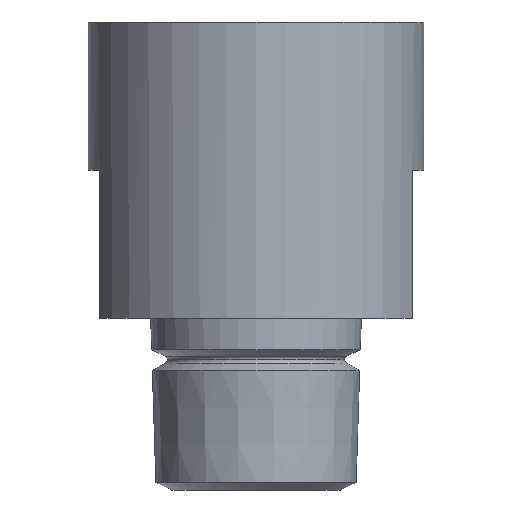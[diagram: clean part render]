
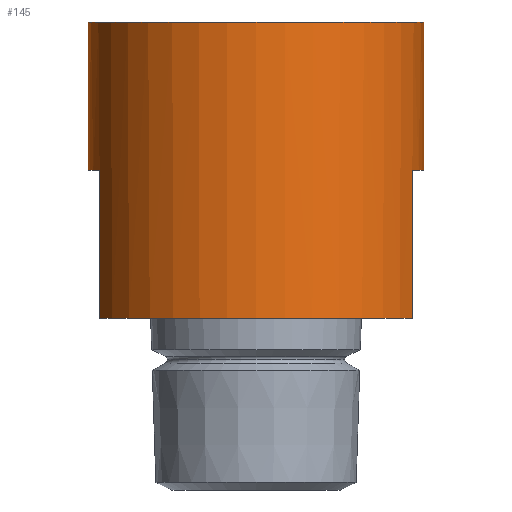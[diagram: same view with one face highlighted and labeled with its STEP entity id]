
A CAD part, front view. The second image highlights one B-rep face of the part: STEP entity #145.
In plain terms, the highlighted cylindrical face has radius 10.75 mm (diameter 21.5 mm), a partial arc.
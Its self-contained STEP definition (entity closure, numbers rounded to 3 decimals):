
#64 = EDGE_LOOP ( 'NONE', ( #65, #66, #143, #107, #110, #109, #108, #137 ) ) ;
#65 = ORIENTED_EDGE ( 'NONE', *, *, #88, .F. ) ;
#66 = ORIENTED_EDGE ( 'NONE', *, *, #141, .T. ) ;
#69 = VERTEX_POINT ( 'NONE', #457 ) ;
#85 = VERTEX_POINT ( 'NONE', #637 ) ;
#88 = EDGE_CURVE ( 'NONE', #85, #147, #652, .T. ) ;
#106 = VERTEX_POINT ( 'NONE', #559 ) ;
#107 = ORIENTED_EDGE ( 'NONE', *, *, #136, .T. ) ;
#108 = ORIENTED_EDGE ( 'NONE', *, *, #266, .T. ) ;
#109 = ORIENTED_EDGE ( 'NONE', *, *, #138, .T. ) ;
#110 = ORIENTED_EDGE ( 'NONE', *, *, #135, .T. ) ;
#135 = EDGE_CURVE ( 'NONE', #106, #139, #535, .T. ) ;
#136 = EDGE_CURVE ( 'NONE', #69, #106, #530, .T. ) ;
#137 = ORIENTED_EDGE ( 'NONE', *, *, #201, .F. ) ;
#138 = EDGE_CURVE ( 'NONE', #139, #225, #547, .T. ) ;
#139 = VERTEX_POINT ( 'NONE', #543 ) ;
#140 = EDGE_CURVE ( 'NONE', #69, #142, #542, .T. ) ;
#141 = EDGE_CURVE ( 'NONE', #85, #142, #538, .T. ) ;
#142 = VERTEX_POINT ( 'NONE', #594 ) ;
#143 = ORIENTED_EDGE ( 'NONE', *, *, #140, .F. ) ;
#145 = ADVANCED_FACE ( 'NONE', ( #593 ), #592, .T. ) ;
#147 = VERTEX_POINT ( 'NONE', #585 ) ;
#157 = VERTEX_POINT ( 'NONE', #520 ) ;
#201 = EDGE_CURVE ( 'NONE', #147, #157, #693, .T. ) ;
#225 = VERTEX_POINT ( 'NONE', #718 ) ;
#266 = EDGE_CURVE ( 'NONE', #225, #157, #740, .T. ) ;
#457 = CARTESIAN_POINT ( 'NONE',  ( -10.025, -3.882, -4. ) ) ;
#520 = CARTESIAN_POINT ( 'NONE',  ( 10.75, 0., 15. ) ) ;
#526 = DIRECTION ( 'NONE',  ( 1., 0., 0. ) ) ;
#527 = DIRECTION ( 'NONE',  ( 0., 0., 1. ) ) ;
#528 = CARTESIAN_POINT ( 'NONE',  ( 0., 0., -4. ) ) ;
#529 = AXIS2_PLACEMENT_3D ( 'NONE', #528, #527, #526 ) ;
#530 = CIRCLE ( 'NONE', #529, 10.75 ) ;
#531 = CARTESIAN_POINT ( 'NONE',  ( 0., 0., 5.5 ) ) ;
#532 = DIRECTION ( 'NONE',  ( 0., 0., 1. ) ) ;
#533 = VECTOR ( 'NONE', #532, 1000. ) ;
#534 = CARTESIAN_POINT ( 'NONE',  ( 10.025, -3.882, -15. ) ) ;
#535 = LINE ( 'NONE', #534, #533 ) ;
#538 = CIRCLE ( 'NONE', #598, 10.75 ) ;
#539 = DIRECTION ( 'NONE',  ( 0., 0., 1. ) ) ;
#540 = VECTOR ( 'NONE', #539, 1000. ) ;
#541 = CARTESIAN_POINT ( 'NONE',  ( -10.025, -3.882, -15. ) ) ;
#542 = LINE ( 'NONE', #541, #540 ) ;
#543 = CARTESIAN_POINT ( 'NONE',  ( 10.025, -3.882, 5.5 ) ) ;
#544 = DIRECTION ( 'NONE',  ( 1., 0., 0. ) ) ;
#545 = DIRECTION ( 'NONE',  ( 0., 0., 1. ) ) ;
#546 = AXIS2_PLACEMENT_3D ( 'NONE', #531, #545, #544 ) ;
#547 = CIRCLE ( 'NONE', #546, 10.75 ) ;
#559 = CARTESIAN_POINT ( 'NONE',  ( 10.025, -3.882, -4. ) ) ;
#585 = CARTESIAN_POINT ( 'NONE',  ( -10.75, 0., 15. ) ) ;
#587 = DIRECTION ( 'NONE',  ( 1., 0., 0. ) ) ;
#588 = DIRECTION ( 'NONE',  ( 0., 0., 1. ) ) ;
#589 = CARTESIAN_POINT ( 'NONE',  ( 0., 0., 15. ) ) ;
#590 = AXIS2_PLACEMENT_3D ( 'NONE', #589, #588, #587 ) ;
#592 = CYLINDRICAL_SURFACE ( 'NONE', #590, 10.75 ) ;
#593 = FACE_OUTER_BOUND ( 'NONE', #64, .T. ) ;
#594 = CARTESIAN_POINT ( 'NONE',  ( -10.025, -3.882, 5.5 ) ) ;
#595 = DIRECTION ( 'NONE',  ( 1., 0., 0. ) ) ;
#596 = DIRECTION ( 'NONE',  ( 0., 0., 1. ) ) ;
#597 = CARTESIAN_POINT ( 'NONE',  ( 0., 0., 5.5 ) ) ;
#598 = AXIS2_PLACEMENT_3D ( 'NONE', #597, #596, #595 ) ;
#637 = CARTESIAN_POINT ( 'NONE',  ( -10.75, 0., 5.5 ) ) ;
#649 = DIRECTION ( 'NONE',  ( 0., 0., 1. ) ) ;
#650 = VECTOR ( 'NONE', #649, 1000. ) ;
#651 = CARTESIAN_POINT ( 'NONE',  ( -10.75, 0., 15. ) ) ;
#652 = LINE ( 'NONE', #651, #650 ) ;
#690 = DIRECTION ( 'NONE',  ( 1., 0., 0. ) ) ;
#691 = DIRECTION ( 'NONE',  ( 0., 0., 1. ) ) ;
#692 = AXIS2_PLACEMENT_3D ( 'NONE', #805, #691, #690 ) ;
#693 = CIRCLE ( 'NONE', #692, 10.75 ) ;
#718 = CARTESIAN_POINT ( 'NONE',  ( 10.75, 0., 5.5 ) ) ;
#737 = DIRECTION ( 'NONE',  ( 0., 0., 1. ) ) ;
#738 = VECTOR ( 'NONE', #737, 1000. ) ;
#739 = CARTESIAN_POINT ( 'NONE',  ( 10.75, 0., 15. ) ) ;
#740 = LINE ( 'NONE', #739, #738 ) ;
#805 = CARTESIAN_POINT ( 'NONE',  ( 0., 0., 15. ) ) ;
